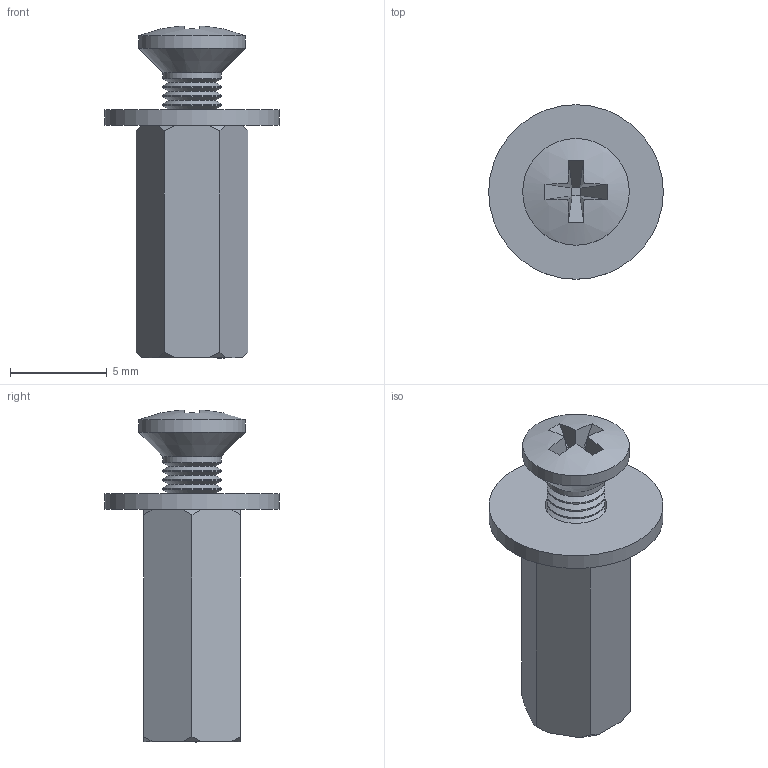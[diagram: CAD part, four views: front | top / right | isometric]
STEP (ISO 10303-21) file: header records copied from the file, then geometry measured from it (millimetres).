
FILE_DESCRIPTION(/* description */ (''),/* implementation_level */ '2;1');
FILE_NAME(/* name */ 'Standoff_M3x12_Screw_M3x5 v4.step',/* time_stamp */ '2022-07-10T13:40:33+03:00',/* author */ (''),/* organization */ (''),/* preprocessor_version */ 'ST-DEVELOPER v19',/* originating_system */ 'Autodesk Translation Framework v11.7.0.108',/* authorisation */ '');
FILE_SCHEMA (('AUTOMOTIVE_DESIGN { 1 0 10303 214 3 1 1 }'));
Length unit declared in the file: millimetre
Products named in the file (3): Standoff_M3x12_Screw_M3x5; M3x5 Screw; Spacing sleeve TDYSFF M3
Assembly tree (3 placements, depth 2):
  Standoff_M3x12_Screw_M3x5
    M3x5 Screw
    Spacing sleeve TDYSFF M3
    #6784
Bounding box: 9 x 9 x 17.12 mm (x, y, z)
Volume: 287.6 mm3; surface area: 674 mm2
Topology: 3 solids, 3 shells, 115 faces, 314 edges, 206 vertices
Faces by surface type: cylinder 60, plane 36, cone 14, bspline 4, sphere 1
Full cylindrical faces by diameter (mm): 2.529 x12, 3 x7, 3.086 x6, 3.2 x1, 5.5 x1, 9 x1
Entity records: 6805 total; most frequent: CARTESIAN_POINT 3923, ORIENTED_EDGE 628, DIRECTION 502, EDGE_CURVE 314, VERTEX_POINT 206, AXIS2_PLACEMENT_3D 180, LINE 142, VECTOR 142
